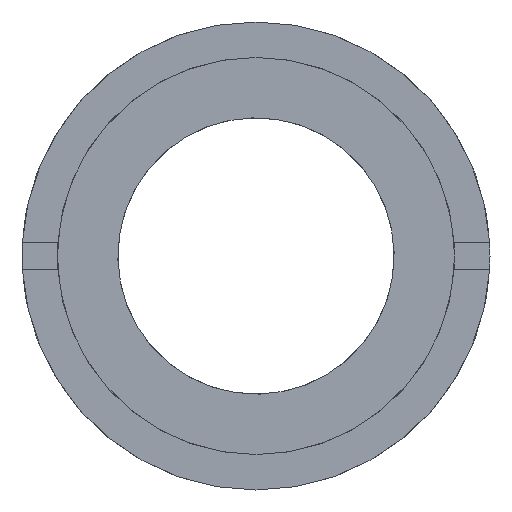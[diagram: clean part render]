
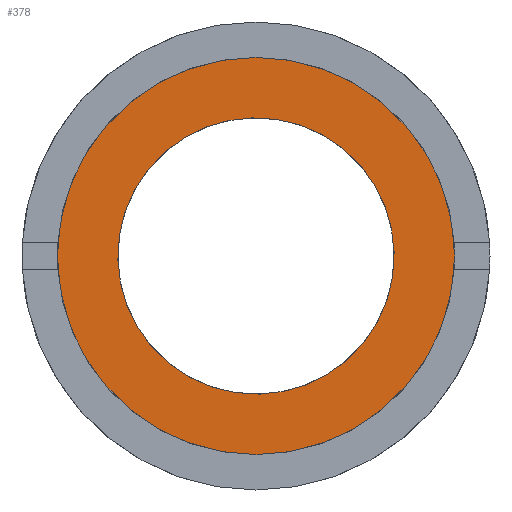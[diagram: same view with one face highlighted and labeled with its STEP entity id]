
A CAD part, front view. The second image highlights one B-rep face of the part: STEP entity #378.
In plain terms, the highlighted planar face has unit normal (0, -1, 0).
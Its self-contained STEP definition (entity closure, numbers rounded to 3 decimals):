
#18=FACE_BOUND('',#69,.T.);
#25=PLANE('',#429);
#43=FACE_OUTER_BOUND('',#68,.T.);
#68=EDGE_LOOP('',(#259));
#69=EDGE_LOOP('',(#260));
#142=CIRCLE('',#424,4.);
#144=CIRCLE('',#427,6.35);
#166=VERTEX_POINT('',#596);
#168=VERTEX_POINT('',#602);
#199=EDGE_CURVE('',#166,#166,#142,.T.);
#203=EDGE_CURVE('',#168,#168,#144,.T.);
#259=ORIENTED_EDGE('',*,*,#203,.F.);
#260=ORIENTED_EDGE('',*,*,#199,.T.);
#378=ADVANCED_FACE('',(#43,#18),#25,.F.);
#424=AXIS2_PLACEMENT_3D('',#597,#480,#481);
#427=AXIS2_PLACEMENT_3D('',#604,#488,#489);
#429=AXIS2_PLACEMENT_3D('',#606,#492,#493);
#480=DIRECTION('center_axis',(0.,1.,0.));
#481=DIRECTION('ref_axis',(0.781,0.,-0.625));
#488=DIRECTION('center_axis',(0.,1.,0.));
#489=DIRECTION('ref_axis',(-0.781,0.,0.625));
#492=DIRECTION('center_axis',(0.,1.,0.));
#493=DIRECTION('ref_axis',(0.625,0.,0.781));
#596=CARTESIAN_POINT('',(-3.122,-12.818,2.5));
#597=CARTESIAN_POINT('Origin',(0.,-12.818,0.));
#602=CARTESIAN_POINT('',(4.957,-12.818,-3.969));
#604=CARTESIAN_POINT('Origin',(0.,-12.818,0.));
#606=CARTESIAN_POINT('Origin',(0.,-12.818,0.));
